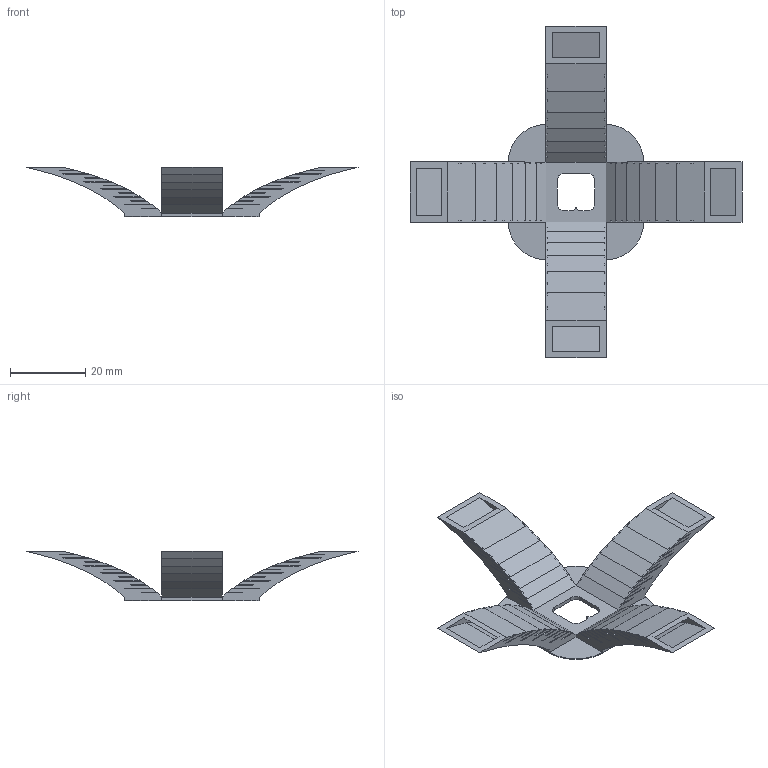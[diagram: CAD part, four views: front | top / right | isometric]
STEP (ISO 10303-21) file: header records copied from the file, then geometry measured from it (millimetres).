
FILE_DESCRIPTION(/* description */ (''),/* implementation_level */ '2;1');
FILE_NAME(/* name */ 'bear_overhang_small_50-75.step',/* time_stamp */ '2020-10-18T16:55:55+02:00',/* author */ (''),/* organization */ (''),/* preprocessor_version */ 'ST-DEVELOPER v18.1',/* originating_system */ 'Autodesk Translation Framework v9.3.0.1241',/* authorisation */ '');
FILE_SCHEMA (('AUTOMOTIVE_DESIGN { 1 0 10303 214 3 1 1 }'));
Length unit declared in the file: millimetre
Products named in the file (2): bear_overhang_small_50-75; bear_overhang_small_50-75_1
Assembly tree (1 placements, depth 2):
  bear_overhang_small_50-75
    bear_overhang_small_50-75_1
Bounding box: 88.38 x 88.38 x 13.2 mm (x, y, z)
Volume: 4520.4 mm3; surface area: 11115.1 mm2
Topology: 1 solids, 1 shells, 497 faces, 1417 edges, 926 vertices
Faces by surface type: plane 489, cylinder 8
Entity records: 15836 total; most frequent: CARTESIAN_POINT 2843, ORIENTED_EDGE 2834, DIRECTION 2433, EDGE_CURVE 1417, LINE 1401, VECTOR 1401, VERTEX_POINT 926, AXIS2_PLACEMENT_3D 516
